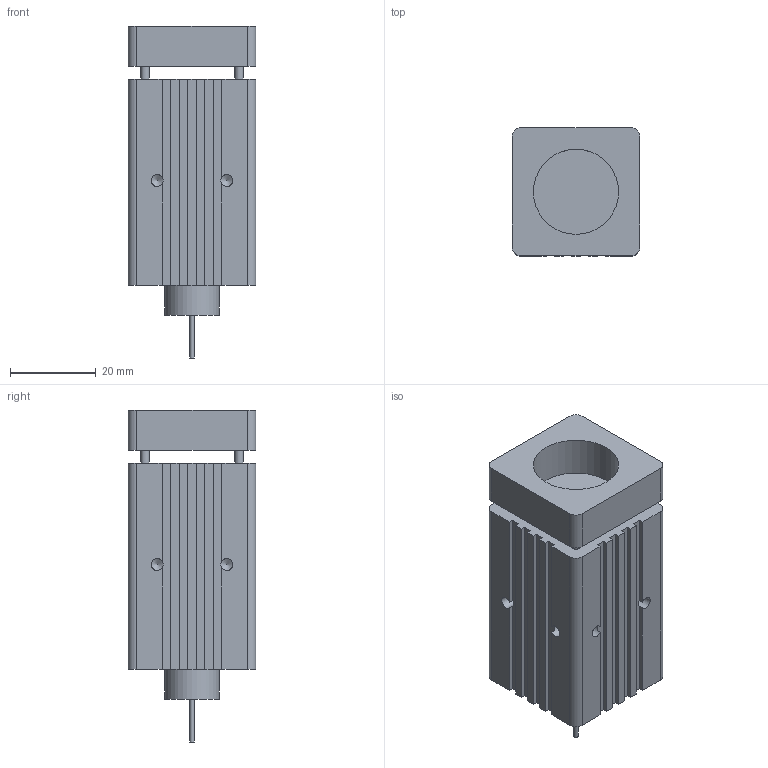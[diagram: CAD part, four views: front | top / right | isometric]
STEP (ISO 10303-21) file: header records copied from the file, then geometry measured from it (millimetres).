
FILE_DESCRIPTION(/* description */ (''),/* implementation_level */ '2;1');
FILE_NAME(/* name */ '00_Laser_532nm_200mw.ipt.step',/* time_stamp */ '2022-11-29T07:42:51+01:00',/* author */ ('diederichbenedict'),/* organization */ (''),/* preprocessor_version */ 'ST-DEVELOPER v18.1',/* originating_system */ 'Autodesk Inventor 2022',/* authorisation */ '');
FILE_SCHEMA (('AUTOMOTIVE_DESIGN { 1 0 10303 214 3 1 1 }'));
Length unit declared in the file: millimetre
Products named in the file (1): 00_Laser_532nm_200mw
Bounding box: 29.9 x 29.9 x 77.63 mm (x, y, z)
Volume: 47241.6 mm3; surface area: 12763.4 mm2
Topology: 1 solids, 1 shells, 125 faces, 373 edges, 238 vertices
Faces by surface type: plane 86, cylinder 31, cone 8
Full cylindrical faces by diameter (mm): 1 x1, 2 x4, 2.8 x16, 12.7 x1, 19.911 x1
Entity records: 4180 total; most frequent: ORIENTED_EDGE 730, CARTESIAN_POINT 729, DIRECTION 695, EDGE_CURVE 365, LINE 287, VECTOR 287, VERTEX_POINT 238, AXIS2_PLACEMENT_3D 204
